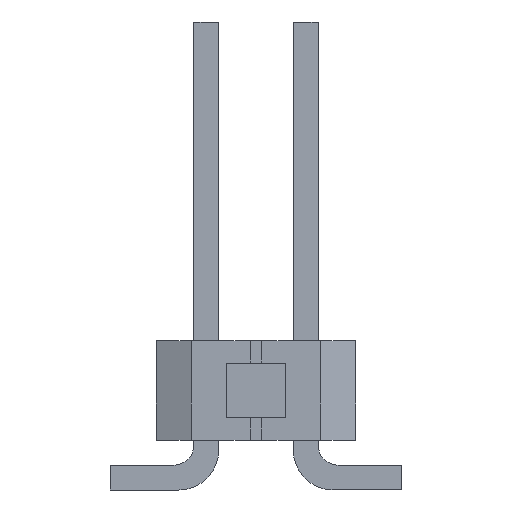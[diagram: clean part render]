
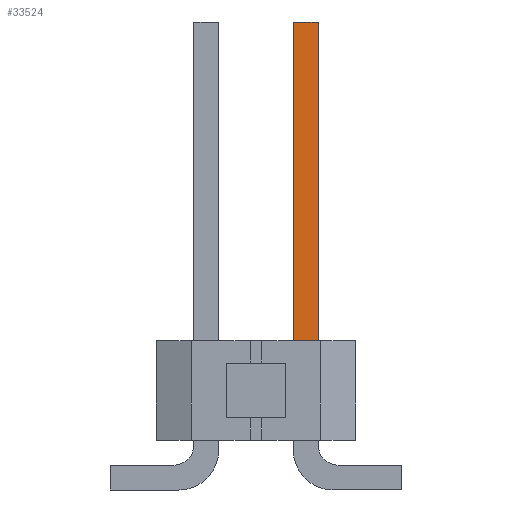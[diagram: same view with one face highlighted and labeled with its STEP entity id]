
A CAD part, left-side view. The second image highlights one B-rep face of the part: STEP entity #33524.
In plain terms, the highlighted planar face has unit normal (-1, 0, 0).
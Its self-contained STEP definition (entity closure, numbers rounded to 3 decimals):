
#27850 = VERTEX_POINT('',#27851);
#27851 = CARTESIAN_POINT('',(-0.328,0.872,2.668));
#27857 = EDGE_CURVE('',#27858,#27850,#27860,.T.);
#27858 = VERTEX_POINT('',#27859);
#27859 = CARTESIAN_POINT('',(-0.328,1.507,2.668));
#27860 = LINE('',#27861,#27862);
#27861 = CARTESIAN_POINT('',(-0.328,0.491,2.668));
#27862 = VECTOR('',#27863,1.);
#27863 = DIRECTION('',(0.,-1.,0.));
#29577 = VERTEX_POINT('',#29578);
#29578 = CARTESIAN_POINT('',(-0.328,1.507,11.939));
#29584 = EDGE_CURVE('',#29577,#29585,#29587,.T.);
#29585 = VERTEX_POINT('',#29586);
#29586 = CARTESIAN_POINT('',(-0.328,0.872,11.939));
#29587 = LINE('',#29588,#29589);
#29588 = CARTESIAN_POINT('',(-0.328,1.507,11.939));
#29589 = VECTOR('',#29590,1.);
#29590 = DIRECTION('',(0.,-1.,0.));
#29644 = EDGE_CURVE('',#27858,#29577,#29645,.T.);
#29645 = LINE('',#29646,#29647);
#29646 = CARTESIAN_POINT('',(-0.328,1.507,1.017));
#29647 = VECTOR('',#29648,1.);
#29648 = DIRECTION('',(0.,0.,1.));
#31729 = EDGE_CURVE('',#29585,#27850,#31730,.T.);
#31730 = LINE('',#31731,#31732);
#31731 = CARTESIAN_POINT('',(-0.328,0.872,11.939));
#31732 = VECTOR('',#31733,1.);
#31733 = DIRECTION('',(0.,0.,-1.));
#33524 = ADVANCED_FACE('',(#33525),#33531,.F.);
#33525 = FACE_BOUND('',#33526,.T.);
#33526 = EDGE_LOOP('',(#33527,#33528,#33529,#33530));
#33527 = ORIENTED_EDGE('',*,*,#29644,.F.);
#33528 = ORIENTED_EDGE('',*,*,#27857,.T.);
#33529 = ORIENTED_EDGE('',*,*,#31729,.F.);
#33530 = ORIENTED_EDGE('',*,*,#29584,.F.);
#33531 = PLANE('',#33532);
#33532 = AXIS2_PLACEMENT_3D('',#33533,#33534,#33535);
#33533 = CARTESIAN_POINT('',(-0.328,0.491,1.017));
#33534 = DIRECTION('',(1.,0.,0.));
#33535 = DIRECTION('',(0.,1.,0.));
